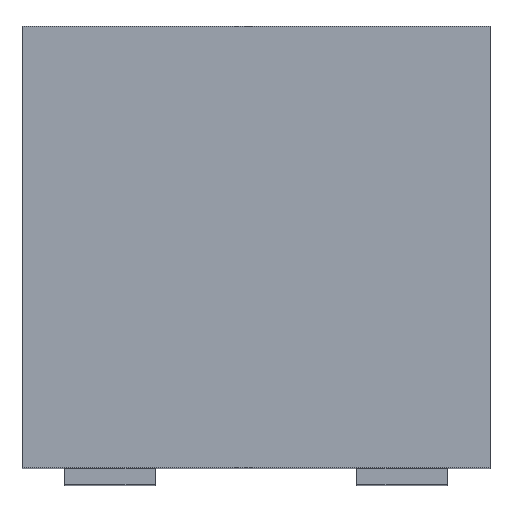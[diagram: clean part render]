
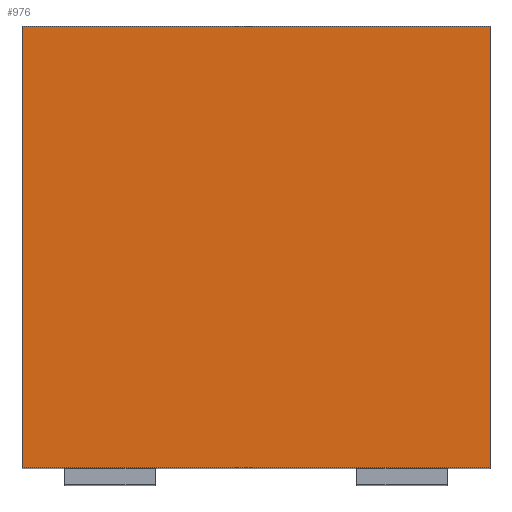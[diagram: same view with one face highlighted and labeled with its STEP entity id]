
A CAD part, top view. The second image highlights one B-rep face of the part: STEP entity #976.
In plain terms, the highlighted planar face has unit normal (0, 0, 1).
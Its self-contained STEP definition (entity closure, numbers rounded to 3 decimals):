
#79=FACE_OUTER_BOUND('',#146,.T.);
#146=EDGE_LOOP('',(#698,#699,#700,#701));
#204=LINE('',#1279,#307);
#208=LINE('',#1286,#311);
#220=LINE('',#1310,#323);
#242=LINE('',#1738,#345);
#307=VECTOR('',#1084,860.);
#311=VECTOR('',#1090,860.);
#323=VECTOR('',#1106,860.);
#345=VECTOR('',#1132,860.);
#410=VERTEX_POINT('',#1276);
#411=VERTEX_POINT('',#1278);
#412=VERTEX_POINT('',#1282);
#423=VERTEX_POINT('',#1308);
#498=EDGE_CURVE('',#411,#410,#204,.T.);
#502=EDGE_CURVE('',#411,#412,#208,.T.);
#514=EDGE_CURVE('',#410,#423,#220,.T.);
#554=EDGE_CURVE('',#412,#423,#242,.T.);
#698=ORIENTED_EDGE('',*,*,#498,.T.);
#699=ORIENTED_EDGE('',*,*,#514,.T.);
#700=ORIENTED_EDGE('',*,*,#554,.F.);
#701=ORIENTED_EDGE('',*,*,#502,.F.);
#917=PLANE('',#1039);
#976=ADVANCED_FACE('',(#79),#917,.F.);
#1039=AXIS2_PLACEMENT_3D('',#1737,#1130,#1131);
#1084=DIRECTION('',(0.,1.,0.));
#1090=DIRECTION('',(-1.,0.,0.));
#1106=DIRECTION('',(-1.,0.,0.));
#1130=DIRECTION('center_axis',(0.,0.,-1.));
#1131=DIRECTION('ref_axis',(-1.,0.,0.));
#1132=DIRECTION('',(0.,1.,0.));
#1276=CARTESIAN_POINT('',(3.627,7.,3.784));
#1278=CARTESIAN_POINT('',(3.627,0.266,3.784));
#1279=CARTESIAN_POINT('',(3.627,7.,3.784));
#1282=CARTESIAN_POINT('',(-3.511,0.266,3.784));
#1286=CARTESIAN_POINT('',(3.627,0.266,3.784));
#1308=CARTESIAN_POINT('',(-3.511,7.,3.784));
#1310=CARTESIAN_POINT('',(3.627,7.,3.784));
#1737=CARTESIAN_POINT('Origin',(-3.511,7.,3.784));
#1738=CARTESIAN_POINT('',(-3.511,7.,3.784));
